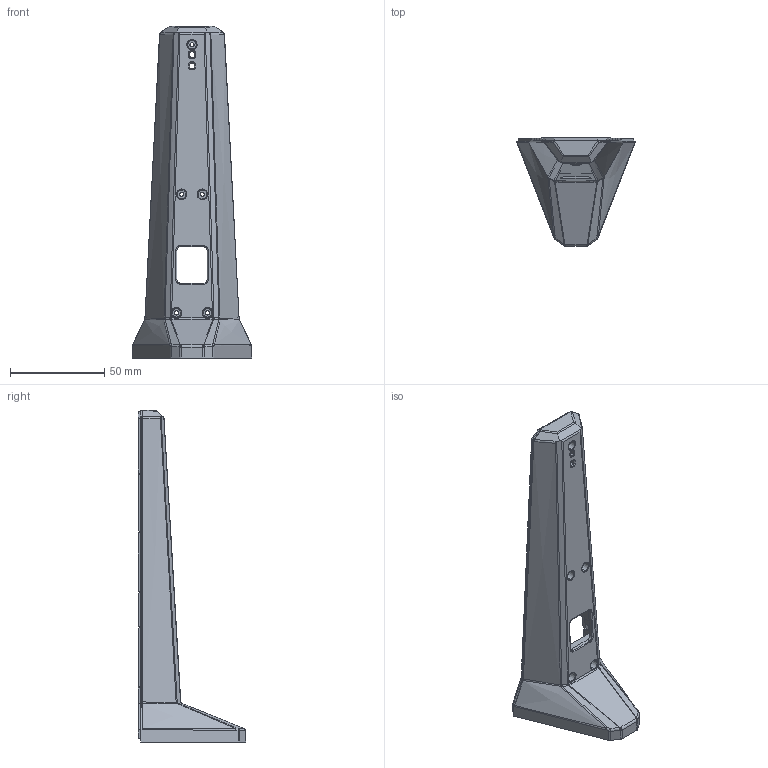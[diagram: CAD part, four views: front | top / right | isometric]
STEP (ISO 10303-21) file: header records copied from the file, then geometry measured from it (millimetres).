
FILE_DESCRIPTION (( 'STEP AP214' ), '1' );
FILE_NAME ('310-019769-REV-A.STEP', '2016-12-02T23:20:01', ( 'Aron Dahlgren' ), ( 'Synapse Product Development' ), 'SwSTEP 2.0', 'SolidWorks 2016', '' );
FILE_SCHEMA (( 'AUTOMOTIVE_DESIGN' ));
Length unit declared in the file: millimetre
Products named in the file (1): 310-019769-REV-A
Bounding box: 63.32 x 57.28 x 176.38 mm (x, y, z)
Volume: 28173.1 mm3; surface area: 33520.7 mm2
Topology: 1 solids, 1 shells, 792 faces, 2180 edges, 1399 vertices
Faces by surface type: bspline 343, plane 269, cone 93, cylinder 55, sphere 28, torus 4
Entity records: 35538 total; most frequent: CARTESIAN_POINT 19144, ORIENTED_EDGE 4356, EDGE_CURVE 2178, DIRECTION 2000, VERTEX_POINT 1399, B_SPLINE_CURVE_WITH_KNOTS 1216, EDGE_LOOP 819, ADVANCED_FACE 792
